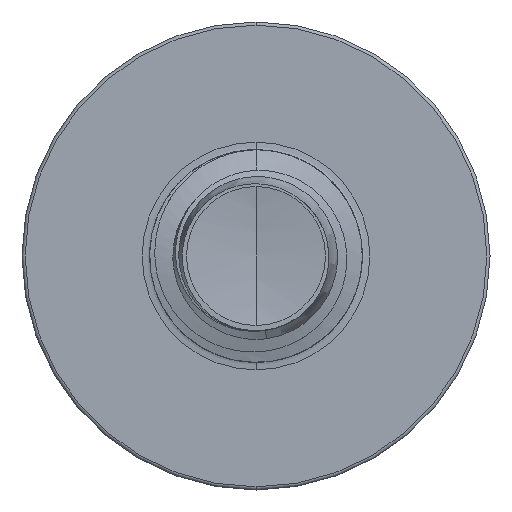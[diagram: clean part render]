
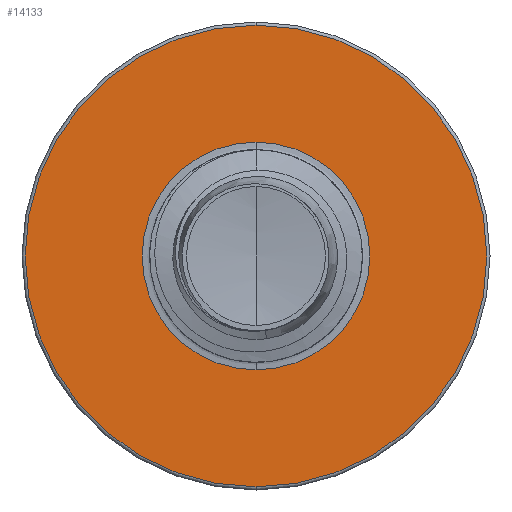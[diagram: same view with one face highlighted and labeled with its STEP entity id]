
A CAD part, front view. The second image highlights one B-rep face of the part: STEP entity #14133.
In plain terms, the highlighted planar face has unit normal (0, -1, 0).
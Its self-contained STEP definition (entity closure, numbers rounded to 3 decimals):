
#305 = CIRCLE ( 'NONE', #11062, 2.677 ) ;
#945 = EDGE_CURVE ( 'NONE', #18501, #3510, #12049, .T. ) ;
#1159 = AXIS2_PLACEMENT_3D ( 'NONE', #16441, #5348, #18321 ) ;
#2012 = CARTESIAN_POINT ( 'NONE',  ( 0., 10., 0. ) ) ;
#2443 = DIRECTION ( 'NONE',  ( 0., 1., 0. ) ) ;
#3038 = DIRECTION ( 'NONE',  ( 0., 1., 0. ) ) ;
#3292 = DIRECTION ( 'NONE',  ( 0., 0., 1. ) ) ;
#3510 = VERTEX_POINT ( 'NONE', #20309 ) ;
#3908 = DIRECTION ( 'NONE',  ( 0., 0., 1. ) ) ;
#4140 = ORIENTED_EDGE ( 'NONE', *, *, #12002, .F. ) ;
#5348 = DIRECTION ( 'NONE',  ( 0., 1., 0. ) ) ;
#5763 = EDGE_LOOP ( 'NONE', ( #13879, #22665 ) ) ;
#7052 = CIRCLE ( 'NONE', #13638, 5.425 ) ;
#9341 = FACE_OUTER_BOUND ( 'NONE', #20442, .T. ) ;
#10683 = CARTESIAN_POINT ( 'NONE',  ( 0., 10., 2.677 ) ) ;
#11062 = AXIS2_PLACEMENT_3D ( 'NONE', #2012, #14970, #3908 ) ;
#12002 = EDGE_CURVE ( 'NONE', #3510, #18501, #7052, .T. ) ;
#12049 = CIRCLE ( 'NONE', #1159, 5.425 ) ;
#12136 = AXIS2_PLACEMENT_3D ( 'NONE', #13529, #2443, #15404 ) ;
#12458 = EDGE_CURVE ( 'NONE', #23958, #19116, #305, .T. ) ;
#12494 = PLANE ( 'NONE',  #13826 ) ;
#13529 = CARTESIAN_POINT ( 'NONE',  ( 0., 10., 0. ) ) ;
#13638 = AXIS2_PLACEMENT_3D ( 'NONE', #14105, #3038, #15993 ) ;
#13826 = AXIS2_PLACEMENT_3D ( 'NONE', #15913, #14357, #3292 ) ;
#13879 = ORIENTED_EDGE ( 'NONE', *, *, #12458, .T. ) ;
#14105 = CARTESIAN_POINT ( 'NONE',  ( 0., 10., 0. ) ) ;
#14133 = ADVANCED_FACE ( 'NONE', ( #9341, #14839 ), #12494, .F. ) ;
#14357 = DIRECTION ( 'NONE',  ( 0., 1., 0. ) ) ;
#14839 = FACE_BOUND ( 'NONE', #5763, .T. ) ;
#14970 = DIRECTION ( 'NONE',  ( 0., 1., 0. ) ) ;
#15085 = EDGE_CURVE ( 'NONE', #19116, #23958, #21324, .T. ) ;
#15404 = DIRECTION ( 'NONE',  ( 0., 0., 1. ) ) ;
#15913 = CARTESIAN_POINT ( 'NONE',  ( 0., 10., -2.677 ) ) ;
#15993 = DIRECTION ( 'NONE',  ( 0., 0., 1. ) ) ;
#16108 = CARTESIAN_POINT ( 'NONE',  ( 0., 10., -2.677 ) ) ;
#16441 = CARTESIAN_POINT ( 'NONE',  ( 0., 10., 0. ) ) ;
#17027 = ORIENTED_EDGE ( 'NONE', *, *, #945, .F. ) ;
#18321 = DIRECTION ( 'NONE',  ( 0., 0., 1. ) ) ;
#18501 = VERTEX_POINT ( 'NONE', #20827 ) ;
#19116 = VERTEX_POINT ( 'NONE', #16108 ) ;
#20309 = CARTESIAN_POINT ( 'NONE',  ( 0., 10., -5.425 ) ) ;
#20442 = EDGE_LOOP ( 'NONE', ( #17027, #4140 ) ) ;
#20827 = CARTESIAN_POINT ( 'NONE',  ( 0., 10., 5.425 ) ) ;
#21324 = CIRCLE ( 'NONE', #12136, 2.677 ) ;
#22665 = ORIENTED_EDGE ( 'NONE', *, *, #15085, .T. ) ;
#23958 = VERTEX_POINT ( 'NONE', #10683 ) ;
